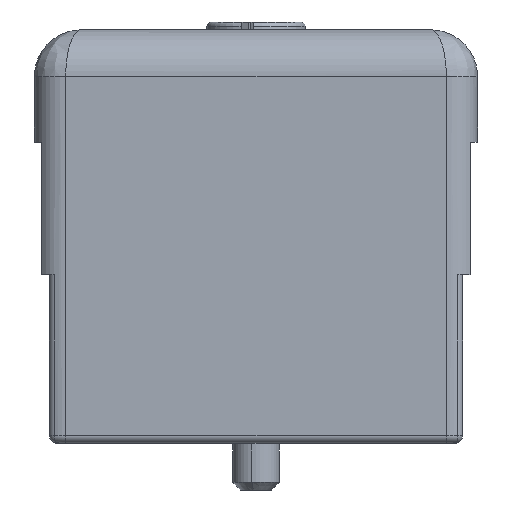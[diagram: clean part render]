
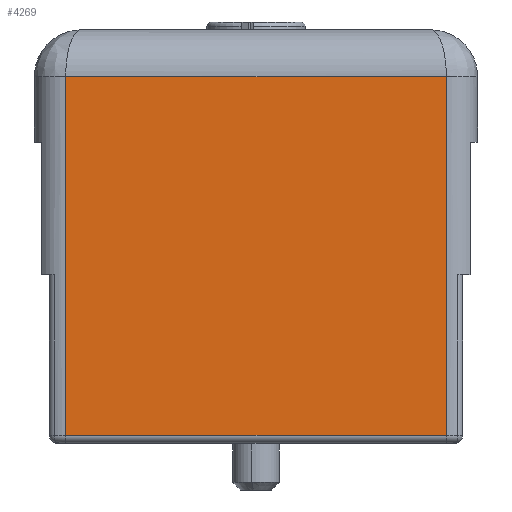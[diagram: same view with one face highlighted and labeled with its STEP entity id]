
A CAD part, front view. The second image highlights one B-rep face of the part: STEP entity #4269.
In plain terms, the highlighted planar face has unit normal (0, -1, 0).
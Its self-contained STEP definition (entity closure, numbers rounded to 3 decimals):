
#4249=AXIS2_PLACEMENT_3D('Plane Axis2P3D',#4246,#4247,#4248) ;
#3058=CARTESIAN_POINT('Vertex',(26.4,0.,3.5)) ;
#3086=CARTESIAN_POINT('Line Origine',(2.,0.,3.5)) ;
#3090=CARTESIAN_POINT('Vertex',(2.,0.,3.5)) ;
#4188=CARTESIAN_POINT('Line Origine',(26.4,0.,29.5)) ;
#4192=CARTESIAN_POINT('Vertex',(26.4,0.,26.5)) ;
#4246=CARTESIAN_POINT('Axis2P3D Location',(26.4,0.,29.5)) ;
#4251=CARTESIAN_POINT('Line Origine',(2.,0.,15.)) ;
#4255=CARTESIAN_POINT('Vertex',(2.,0.,26.5)) ;
#4258=CARTESIAN_POINT('Line Origine',(14.2,0.,26.5)) ;
#3087=DIRECTION('Vector Direction',(-1.,0.,0.)) ;
#4189=DIRECTION('Vector Direction',(0.,0.,-1.)) ;
#4247=DIRECTION('Axis2P3D Direction',(0.,-1.,0.)) ;
#4248=DIRECTION('Axis2P3D XDirection',(0.,0.,1.)) ;
#4252=DIRECTION('Vector Direction',(0.,0.,-1.)) ;
#4259=DIRECTION('Vector Direction',(-1.,0.,0.)) ;
#3088=VECTOR('Line Direction',#3087,1.) ;
#4190=VECTOR('Line Direction',#4189,1.) ;
#4253=VECTOR('Line Direction',#4252,1.) ;
#4260=VECTOR('Line Direction',#4259,1.) ;
#4264=ORIENTED_EDGE('',*,*,#4257,.T.) ;
#4265=ORIENTED_EDGE('',*,*,#3092,.T.) ;
#4266=ORIENTED_EDGE('',*,*,#4194,.F.) ;
#4267=ORIENTED_EDGE('',*,*,#4262,.T.) ;
#4269=ADVANCED_FACE('MANIFOLD_SOLID_BREP #991',(#4268),#4250,.T.) ;
#3092=EDGE_CURVE('',#3091,#3059,#3089,.F.) ;
#4194=EDGE_CURVE('',#4193,#3059,#4191,.T.) ;
#4257=EDGE_CURVE('',#4256,#3091,#4254,.T.) ;
#4262=EDGE_CURVE('',#4193,#4256,#4261,.T.) ;
#4263=EDGE_LOOP('',(#4264,#4265,#4266,#4267)) ;
#4268=FACE_OUTER_BOUND('',#4263,.T.) ;
#3089=LINE('Line',#3086,#3088) ;
#4191=LINE('Line',#4188,#4190) ;
#4254=LINE('Line',#4251,#4253) ;
#4261=LINE('Line',#4258,#4260) ;
#4250=PLANE('',#4249) ;
#3059=VERTEX_POINT('',#3058) ;
#3091=VERTEX_POINT('',#3090) ;
#4193=VERTEX_POINT('',#4192) ;
#4256=VERTEX_POINT('',#4255) ;
